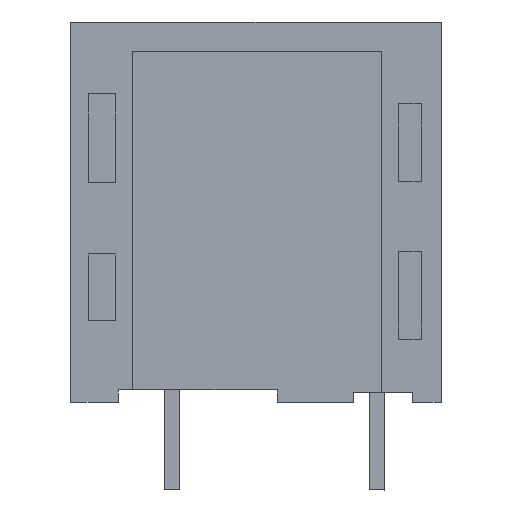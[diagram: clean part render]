
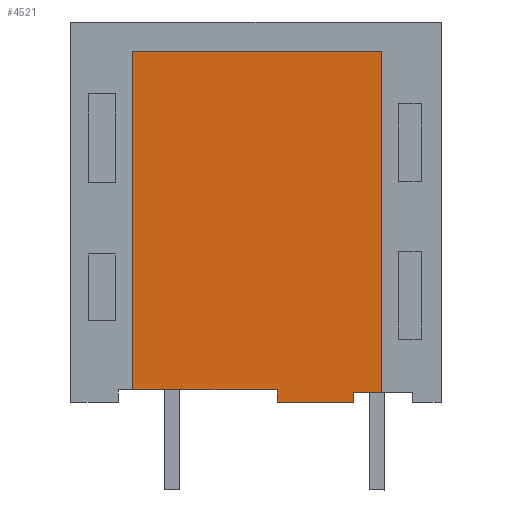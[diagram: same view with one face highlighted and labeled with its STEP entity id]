
A CAD part, left-side view. The second image highlights one B-rep face of the part: STEP entity #4521.
In plain terms, the highlighted planar face has unit normal (-1, 0, 0).
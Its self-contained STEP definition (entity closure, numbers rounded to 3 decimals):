
#4497=AXIS2_PLACEMENT_3D('Plane Axis2P3D',#4494,#4495,#4496) ;
#355=CARTESIAN_POINT('Vertex',(1.1,6.55,4.)) ;
#358=CARTESIAN_POINT('Line Origine',(1.1,9.439,4.)) ;
#362=CARTESIAN_POINT('Vertex',(1.1,12.329,4.)) ;
#389=CARTESIAN_POINT('Line Origine',(1.1,12.329,10.764)) ;
#393=CARTESIAN_POINT('Vertex',(1.1,12.329,17.529)) ;
#418=CARTESIAN_POINT('Vertex',(1.1,2.371,17.529)) ;
#421=CARTESIAN_POINT('Line Origine',(1.1,7.35,17.529)) ;
#439=CARTESIAN_POINT('Line Origine',(1.1,2.371,10.714)) ;
#443=CARTESIAN_POINT('Vertex',(1.1,2.371,3.9)) ;
#468=CARTESIAN_POINT('Vertex',(1.1,3.5,3.9)) ;
#485=CARTESIAN_POINT('Line Origine',(1.1,2.936,3.9)) ;
#4478=CARTESIAN_POINT('Vertex',(1.1,6.55,3.5)) ;
#4481=CARTESIAN_POINT('Line Origine',(1.1,6.55,3.75)) ;
#4494=CARTESIAN_POINT('Axis2P3D Location',(1.1,14.8,0.)) ;
#4499=CARTESIAN_POINT('Line Origine',(1.1,5.025,3.5)) ;
#4503=CARTESIAN_POINT('Vertex',(1.1,3.5,3.5)) ;
#4506=CARTESIAN_POINT('Line Origine',(1.1,3.5,3.7)) ;
#359=DIRECTION('Vector Direction',(0.,1.,0.)) ;
#390=DIRECTION('Vector Direction',(0.,0.,-1.)) ;
#422=DIRECTION('Vector Direction',(0.,-1.,0.)) ;
#440=DIRECTION('Vector Direction',(0.,0.,1.)) ;
#486=DIRECTION('Vector Direction',(0.,-1.,0.)) ;
#4482=DIRECTION('Vector Direction',(0.,0.,1.)) ;
#4495=DIRECTION('Axis2P3D Direction',(-1.,0.,0.)) ;
#4496=DIRECTION('Axis2P3D XDirection',(0.,-1.,0.)) ;
#4500=DIRECTION('Vector Direction',(0.,1.,0.)) ;
#4507=DIRECTION('Vector Direction',(0.,0.,1.)) ;
#360=VECTOR('Line Direction',#359,1.) ;
#391=VECTOR('Line Direction',#390,1.) ;
#423=VECTOR('Line Direction',#422,1.) ;
#441=VECTOR('Line Direction',#440,1.) ;
#487=VECTOR('Line Direction',#486,1.) ;
#4483=VECTOR('Line Direction',#4482,1.) ;
#4501=VECTOR('Line Direction',#4500,1.) ;
#4508=VECTOR('Line Direction',#4507,1.) ;
#4512=ORIENTED_EDGE('',*,*,#364,.F.) ;
#4513=ORIENTED_EDGE('',*,*,#4485,.F.) ;
#4514=ORIENTED_EDGE('',*,*,#4505,.T.) ;
#4515=ORIENTED_EDGE('',*,*,#4510,.T.) ;
#4516=ORIENTED_EDGE('',*,*,#489,.T.) ;
#4517=ORIENTED_EDGE('',*,*,#445,.T.) ;
#4518=ORIENTED_EDGE('',*,*,#425,.T.) ;
#4519=ORIENTED_EDGE('',*,*,#395,.T.) ;
#4521=ADVANCED_FACE('HOUSING',(#4520),#4498,.T.) ;
#364=EDGE_CURVE('',#356,#363,#361,.T.) ;
#395=EDGE_CURVE('',#394,#363,#392,.T.) ;
#425=EDGE_CURVE('',#419,#394,#424,.F.) ;
#445=EDGE_CURVE('',#444,#419,#442,.T.) ;
#489=EDGE_CURVE('',#469,#444,#488,.T.) ;
#4485=EDGE_CURVE('',#4479,#356,#4484,.T.) ;
#4505=EDGE_CURVE('',#4479,#4504,#4502,.F.) ;
#4510=EDGE_CURVE('',#4504,#469,#4509,.T.) ;
#4511=EDGE_LOOP('',(#4512,#4513,#4514,#4515,#4516,#4517,#4518,#4519)) ;
#4520=FACE_OUTER_BOUND('',#4511,.T.) ;
#361=LINE('Line',#358,#360) ;
#392=LINE('Line',#389,#391) ;
#424=LINE('Line',#421,#423) ;
#442=LINE('Line',#439,#441) ;
#488=LINE('Line',#485,#487) ;
#4484=LINE('Line',#4481,#4483) ;
#4502=LINE('Line',#4499,#4501) ;
#4509=LINE('Line',#4506,#4508) ;
#4498=PLANE('',#4497) ;
#356=VERTEX_POINT('',#355) ;
#363=VERTEX_POINT('',#362) ;
#394=VERTEX_POINT('',#393) ;
#419=VERTEX_POINT('',#418) ;
#444=VERTEX_POINT('',#443) ;
#469=VERTEX_POINT('',#468) ;
#4479=VERTEX_POINT('',#4478) ;
#4504=VERTEX_POINT('',#4503) ;
